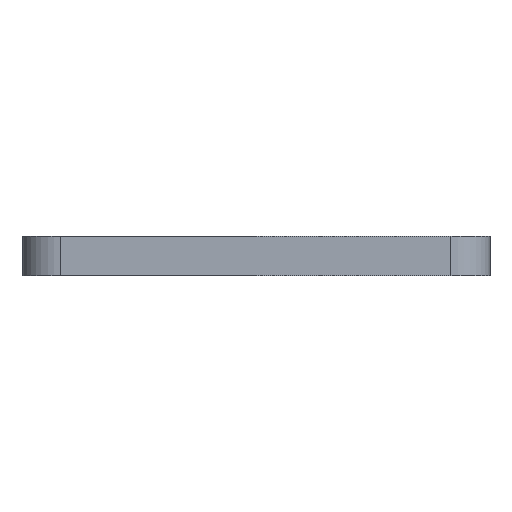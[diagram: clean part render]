
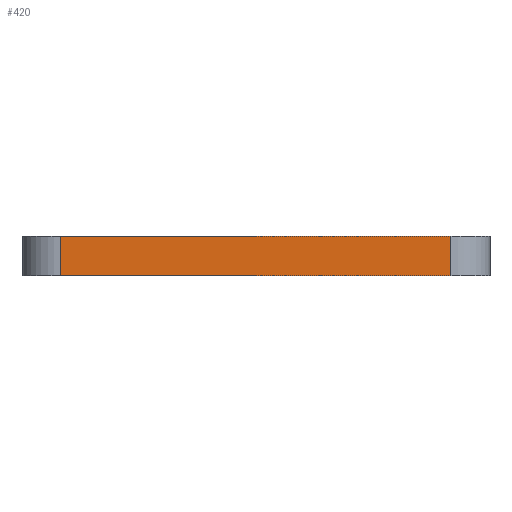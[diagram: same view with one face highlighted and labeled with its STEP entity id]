
A CAD part, front view. The second image highlights one B-rep face of the part: STEP entity #420.
In plain terms, the highlighted planar face has unit normal (0, -1, 0).
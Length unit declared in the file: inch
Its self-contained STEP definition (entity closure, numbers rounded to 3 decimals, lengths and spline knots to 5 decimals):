
#69 = CARTESIAN_POINT ( 'NONE',  ( -1.25, -6., -0.125 ) ) ;
#70 = VECTOR ( 'NONE', #963, 39.37008 ) ;
#83 = ORIENTED_EDGE ( 'NONE', *, *, #1107, .F. ) ;
#117 = LINE ( 'NONE', #1262, #70 ) ;
#155 = VERTEX_POINT ( 'NONE', #939 ) ;
#172 = CARTESIAN_POINT ( 'NONE',  ( -1.25, -6., 0.125 ) ) ;
#192 = AXIS2_PLACEMENT_3D ( 'NONE', #69, #1087, #593 ) ;
#206 = CARTESIAN_POINT ( 'NONE',  ( -1.25, -6., -0.125 ) ) ;
#217 = VECTOR ( 'NONE', #891, 39.37008 ) ;
#270 = EDGE_LOOP ( 'NONE', ( #379, #83, #634, #723 ) ) ;
#273 = FACE_OUTER_BOUND ( 'NONE', #270, .T. ) ;
#282 = CARTESIAN_POINT ( 'NONE',  ( -1.25, -6., -0.125 ) ) ;
#379 = ORIENTED_EDGE ( 'NONE', *, *, #465, .T. ) ;
#420 = ADVANCED_FACE ( 'NONE', ( #273 ), #679, .T. ) ;
#435 = VERTEX_POINT ( 'NONE', #172 ) ;
#440 = EDGE_CURVE ( 'NONE', #712, #435, #1298, .T. ) ;
#455 = CARTESIAN_POINT ( 'NONE',  ( 1.25, -6., 0.125 ) ) ;
#465 = EDGE_CURVE ( 'NONE', #1069, #155, #992, .T. ) ;
#585 = EDGE_CURVE ( 'NONE', #435, #1069, #938, .T. ) ;
#593 = DIRECTION ( 'NONE',  ( 0., 0., -1. ) ) ;
#599 = VECTOR ( 'NONE', #691, 39.37008 ) ;
#634 = ORIENTED_EDGE ( 'NONE', *, *, #440, .T. ) ;
#679 = PLANE ( 'NONE',  #192 ) ;
#691 = DIRECTION ( 'NONE',  ( 1., 0., 0. ) ) ;
#706 = VECTOR ( 'NONE', #1028, 39.37008 ) ;
#712 = VERTEX_POINT ( 'NONE', #455 ) ;
#723 = ORIENTED_EDGE ( 'NONE', *, *, #585, .T. ) ;
#781 = CARTESIAN_POINT ( 'NONE',  ( -1.25, -6., 0.125 ) ) ;
#891 = DIRECTION ( 'NONE',  ( -1., 0., 0. ) ) ;
#938 = LINE ( 'NONE', #206, #706 ) ;
#939 = CARTESIAN_POINT ( 'NONE',  ( 1.25, -6., -0.125 ) ) ;
#963 = DIRECTION ( 'NONE',  ( 0., 0., -1. ) ) ;
#992 = LINE ( 'NONE', #282, #599 ) ;
#1028 = DIRECTION ( 'NONE',  ( 0., 0., -1. ) ) ;
#1069 = VERTEX_POINT ( 'NONE', #1156 ) ;
#1087 = DIRECTION ( 'NONE',  ( 0., -1., 0. ) ) ;
#1107 = EDGE_CURVE ( 'NONE', #712, #155, #117, .T. ) ;
#1156 = CARTESIAN_POINT ( 'NONE',  ( -1.25, -6., -0.125 ) ) ;
#1262 = CARTESIAN_POINT ( 'NONE',  ( 1.25, -6., -0.125 ) ) ;
#1298 = LINE ( 'NONE', #781, #217 ) ;
